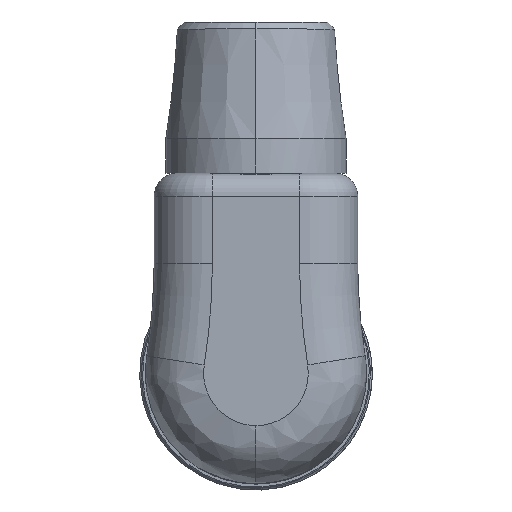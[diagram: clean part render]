
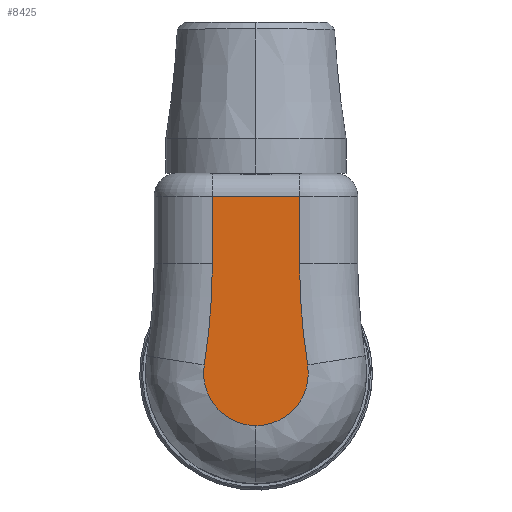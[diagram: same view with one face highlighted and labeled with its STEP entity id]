
A CAD part, top view. The second image highlights one B-rep face of the part: STEP entity #8425.
In plain terms, the highlighted planar face has unit normal (0, 0, 1).
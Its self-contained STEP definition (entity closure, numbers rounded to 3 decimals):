
#4584=AXIS2_PLACEMENT_3D('Circle Axis2P3D',#4582,#4583,$) ;
#4831=AXIS2_PLACEMENT_3D('Circle Axis2P3D',#4829,#4830,$) ;
#8414=AXIS2_PLACEMENT_3D('Plane Axis2P3D',#8411,#8412,#8413) ;
#3123=CARTESIAN_POINT('Line Origine',(6.25,19.417,35.8)) ;
#3127=CARTESIAN_POINT('Vertex',(6.25,25.2,35.8)) ;
#3129=CARTESIAN_POINT('Vertex',(6.25,19.417,35.8)) ;
#3436=CARTESIAN_POINT('Vertex',(13.75,25.2,35.8)) ;
#3439=CARTESIAN_POINT('Line Origine',(13.75,19.417,35.8)) ;
#3443=CARTESIAN_POINT('Vertex',(13.75,19.417,35.8)) ;
#3687=CARTESIAN_POINT('Vertex',(10.,5.5,35.8)) ;
#3721=CARTESIAN_POINT('Vertex',(14.443,10.712,35.8)) ;
#3725=CARTESIAN_POINT('Control Point',(14.443,10.712,35.8)) ;
#3726=CARTESIAN_POINT('Control Point',(14.915,7.769,35.8)) ;
#3727=CARTESIAN_POINT('Control Point',(12.981,5.5,35.8)) ;
#3728=CARTESIAN_POINT('Control Point',(10.,5.5,35.8)) ;
#4080=CARTESIAN_POINT('Control Point',(10.,5.5,35.8)) ;
#4081=CARTESIAN_POINT('Control Point',(7.019,5.5,35.8)) ;
#4082=CARTESIAN_POINT('Control Point',(5.085,7.769,35.8)) ;
#4083=CARTESIAN_POINT('Control Point',(5.557,10.712,35.8)) ;
#4084=CARTESIAN_POINT('Vertex',(5.557,10.712,35.8)) ;
#4582=CARTESIAN_POINT('Axis2P3D Location',(-48.75,19.417,35.8)) ;
#4829=CARTESIAN_POINT('Axis2P3D Location',(68.75,19.417,35.8)) ;
#5823=CARTESIAN_POINT('Line Origine',(-48.75,25.2,35.8)) ;
#8411=CARTESIAN_POINT('Axis2P3D Location',(-48.75,19.417,35.8)) ;
#3124=DIRECTION('Vector Direction',(0.,-1.,0.)) ;
#3440=DIRECTION('Vector Direction',(0.,1.,0.)) ;
#4583=DIRECTION('Axis2P3D Direction',(0.,0.,-1.)) ;
#4830=DIRECTION('Axis2P3D Direction',(0.,0.,-1.)) ;
#5824=DIRECTION('Vector Direction',(-1.,0.,0.)) ;
#8412=DIRECTION('Axis2P3D Direction',(0.,0.,-1.)) ;
#8413=DIRECTION('Axis2P3D XDirection',(-1.,0.,0.)) ;
#3125=VECTOR('Line Direction',#3124,1.) ;
#3441=VECTOR('Line Direction',#3440,1.) ;
#5825=VECTOR('Line Direction',#5824,1.) ;
#8417=ORIENTED_EDGE('',*,*,#3445,.T.) ;
#8418=ORIENTED_EDGE('',*,*,#5827,.T.) ;
#8419=ORIENTED_EDGE('',*,*,#3131,.T.) ;
#8420=ORIENTED_EDGE('',*,*,#4586,.T.) ;
#8421=ORIENTED_EDGE('',*,*,#4086,.T.) ;
#8422=ORIENTED_EDGE('',*,*,#3729,.T.) ;
#8423=ORIENTED_EDGE('',*,*,#4833,.T.) ;
#8425=ADVANCED_FACE('Hauptk\X2\00F6\X0\rper',(#8424),#8415,.F.) ;
#4585=CIRCLE('generated circle',#4584,55.) ;
#4832=CIRCLE('generated circle',#4831,55.) ;
#3131=EDGE_CURVE('',#3128,#3130,#3126,.T.) ;
#3445=EDGE_CURVE('',#3444,#3437,#3442,.T.) ;
#3729=EDGE_CURVE('',#3688,#3722,#3724,.F.) ;
#4086=EDGE_CURVE('',#4085,#3688,#4079,.F.) ;
#4586=EDGE_CURVE('',#3130,#4085,#4585,.T.) ;
#4833=EDGE_CURVE('',#3722,#3444,#4832,.T.) ;
#5827=EDGE_CURVE('',#3437,#3128,#5826,.T.) ;
#8416=EDGE_LOOP('',(#8417,#8418,#8419,#8420,#8421,#8422,#8423)) ;
#8424=FACE_OUTER_BOUND('',#8416,.T.) ;
#3126=LINE('Line',#3123,#3125) ;
#3442=LINE('Line',#3439,#3441) ;
#5826=LINE('Line',#5823,#5825) ;
#8415=PLANE('',#8414) ;
#3128=VERTEX_POINT('',#3127) ;
#3130=VERTEX_POINT('',#3129) ;
#3437=VERTEX_POINT('',#3436) ;
#3444=VERTEX_POINT('',#3443) ;
#3688=VERTEX_POINT('',#3687) ;
#3722=VERTEX_POINT('',#3721) ;
#4085=VERTEX_POINT('',#4084) ;
#3724=(BOUNDED_CURVE()B_SPLINE_CURVE(3,(#3725,#3726,#3727,#3728),.UNSPECIFIED.,.F.,.U.)B_SPLINE_CURVE_WITH_KNOTS((4,4),(0.,15.367),.UNSPECIFIED.)CURVE()GEOMETRIC_REPRESENTATION_ITEM()RATIONAL_B_SPLINE_CURVE((1.,0.766,0.766,1.))REPRESENTATION_ITEM('')) ;
#4079=(BOUNDED_CURVE()B_SPLINE_CURVE(3,(#4080,#4081,#4082,#4083),.UNSPECIFIED.,.F.,.U.)B_SPLINE_CURVE_WITH_KNOTS((4,4),(15.367,30.734),.UNSPECIFIED.)CURVE()GEOMETRIC_REPRESENTATION_ITEM()RATIONAL_B_SPLINE_CURVE((1.,0.766,0.766,1.))REPRESENTATION_ITEM('')) ;
